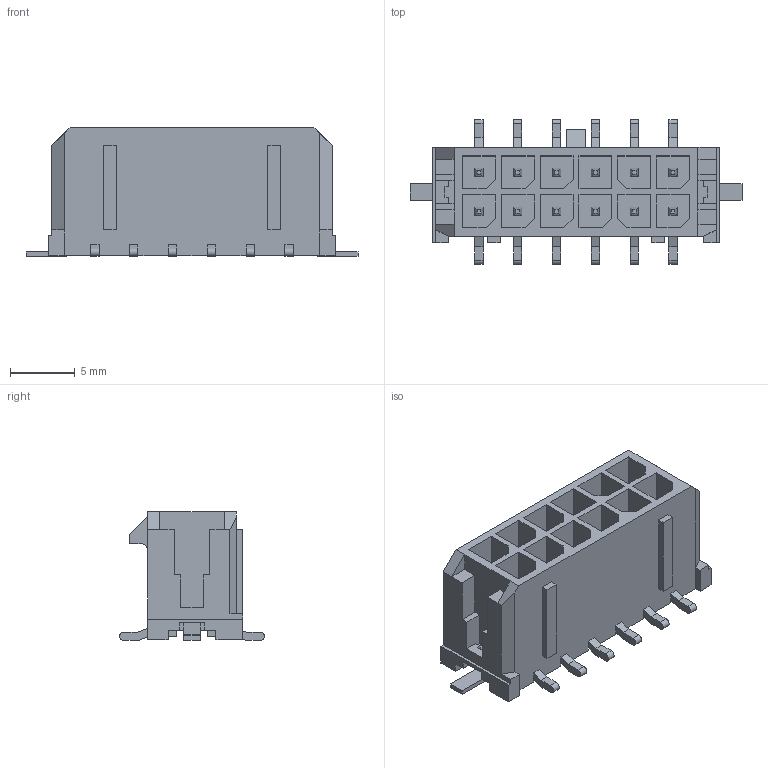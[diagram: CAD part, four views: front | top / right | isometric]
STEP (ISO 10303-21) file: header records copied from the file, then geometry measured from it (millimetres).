
FILE_DESCRIPTION (( 'STEP AP214' ), '1' );
FILE_NAME ('Molex Micro-Fit 3.0 12-pin Vertical PCB SMD.STEP', '2015-12-05T10:03:46', ( '' ), ( '' ), 'SwSTEP 2.0', 'SolidWorks 2015', '' );
FILE_SCHEMA (( 'AUTOMOTIVE_DESIGN' ));
Length unit declared in the file: inch
Products named in the file (1): Molex Micro-Fit 3.0 12-pin Vertical PCB SMD
Bounding box: 25.65 x 11.2 x 9.96 mm (x, y, z)
Volume: 895.7 mm3; surface area: 1974.9 mm2
Topology: 1 solids, 1 shells, 541 faces, 1354 edges, 842 vertices
Faces by surface type: plane 524, cylinder 17
Entity records: 18356 total; most frequent: CARTESIAN_POINT 2738, ORIENTED_EDGE 2708, DIRECTION 2472, EDGE_CURVE 1354, LINE 1320, VECTOR 1320, VERTEX_POINT 842, AXIS2_PLACEMENT_3D 576
